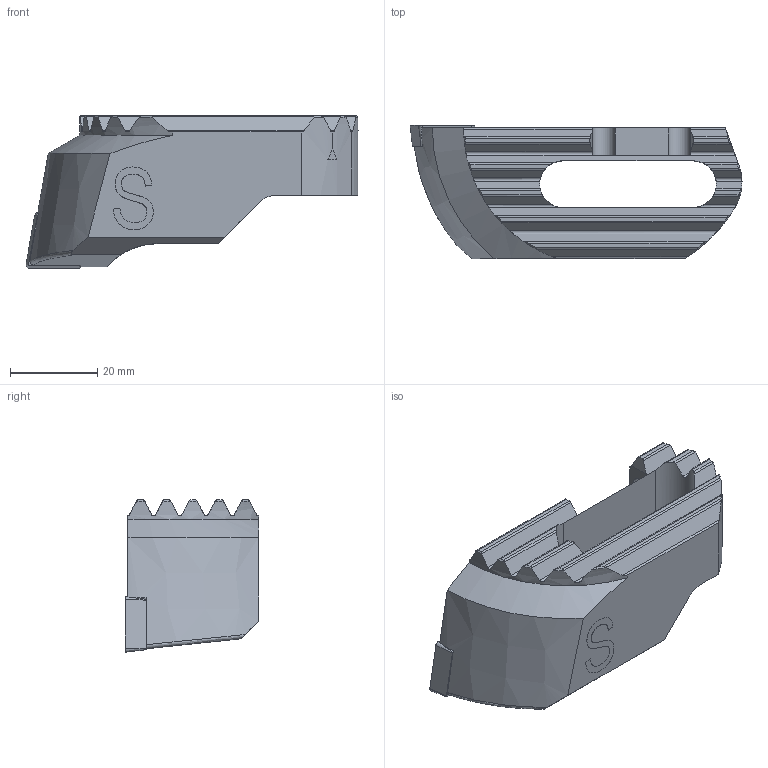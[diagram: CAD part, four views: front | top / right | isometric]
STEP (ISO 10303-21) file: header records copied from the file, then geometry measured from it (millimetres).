
FILE_DESCRIPTION(('no description'),'unknown implementation level');
FILE_NAME('63EEA875-E68B-4487-B27F-1DEC9187DE52_export.stp',' ',('CIMSOURCE GmbH'),('CADClick - KiM GmbH - www.kimweb.de'),'unknown preprocess','ACIS','unknown authorization');
FILE_SCHEMA(('automotive_design'));
Length unit declared in the file: millimetre
Products named in the file (3): 639.465 Kaiser 88-110 SW68 CC12 S|694.150 Kaiser ETL M5 X 13,3 T20 IP 10S;Kreismuster1; 639.465 Kaiser 88-110 SW68 CC12 S|639.465 Kaiser 88-110 SW68 CC12 S;Marke; 639.465 Kaiser 88-110 SW68 CC12 S|654.991 Kaiser CCMT 120408 K20C;Kombinieren1
Bounding box: 76 x 30.46 x 34.9 mm (x, y, z)
Volume: 34044.4 mm3; surface area: 11502.5 mm2
Topology: 3 solids, 3 shells, 220 faces, 602 edges, 390 vertices
Faces by surface type: plane 79, cylinder 71, cone 31, bspline 29, torus 10
Entity records: 17222 total; most frequent: CARTESIAN_POINT 5065, STYLED_ITEM 1213, PRESENTATION_STYLE_ASSIGNMENT 1213, COLOUR_RGB 1213, ORIENTED_EDGE 1200, DIRECTION 1055, EDGE_CURVE 600, CURVE_STYLE 600
